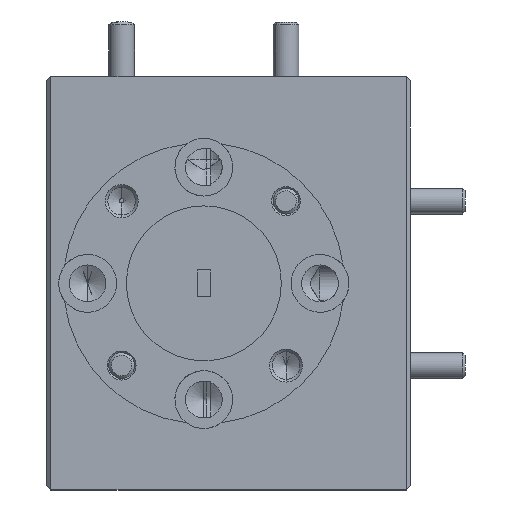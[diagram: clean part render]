
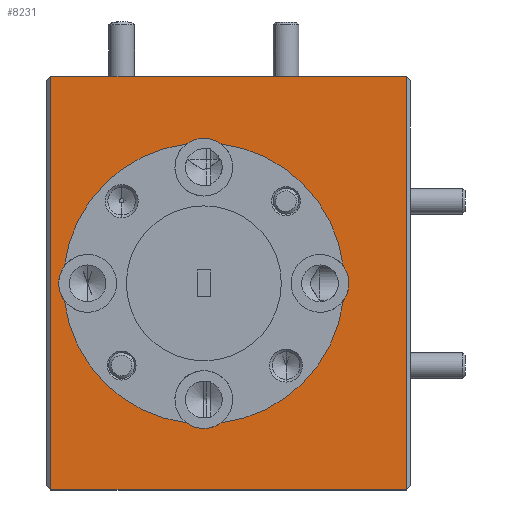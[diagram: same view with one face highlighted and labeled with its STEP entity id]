
A CAD part, left-side view. The second image highlights one B-rep face of the part: STEP entity #8231.
In plain terms, the highlighted planar face has unit normal (-1, 0, 0).
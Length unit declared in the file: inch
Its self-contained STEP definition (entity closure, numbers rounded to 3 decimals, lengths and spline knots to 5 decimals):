
#92 = CARTESIAN_POINT ( 'NONE',  ( -0.5, 0.5, -0.28125 ) ) ;
#291 = EDGE_CURVE ( 'NONE', #8850, #11465, #3675, .T. ) ;
#328 = CARTESIAN_POINT ( 'NONE',  ( -0.5, 0.21875, 0. ) ) ;
#427 = DIRECTION ( 'NONE',  ( -1., 0., 0. ) ) ;
#546 = ORIENTED_EDGE ( 'NONE', *, *, #8104, .T. ) ;
#595 = FACE_OUTER_BOUND ( 'NONE', #13195, .T. ) ;
#602 = DIRECTION ( 'NONE',  ( -1., 0., 0. ) ) ;
#666 = ORIENTED_EDGE ( 'NONE', *, *, #291, .F. ) ;
#770 = FACE_BOUND ( 'NONE', #14783, .T. ) ;
#789 = LINE ( 'NONE', #11713, #11024 ) ;
#848 = CIRCLE ( 'NONE', #1403, 0.34 ) ;
#990 = DIRECTION ( 'NONE',  ( -1., 0., 0. ) ) ;
#1103 = CARTESIAN_POINT ( 'NONE',  ( -0.5, 0.01, 0.5 ) ) ;
#1129 = VERTEX_POINT ( 'NONE', #1254 ) ;
#1254 = CARTESIAN_POINT ( 'NONE',  ( -0.5, 0.45823, 0.33743 ) ) ;
#1350 = AXIS2_PLACEMENT_3D ( 'NONE', #1579, #5368, #11414 ) ;
#1403 = AXIS2_PLACEMENT_3D ( 'NONE', #5781, #5887, #7813 ) ;
#1448 = CARTESIAN_POINT ( 'NONE',  ( -0.5, 0.83742, 0.04177 ) ) ;
#1579 = CARTESIAN_POINT ( 'NONE',  ( -0.5, 0.5, 0.28125 ) ) ;
#1653 = DIRECTION ( 'NONE',  ( 1., 0., 0. ) ) ;
#1680 = VECTOR ( 'NONE', #4572, 39.37008 ) ;
#1753 = AXIS2_PLACEMENT_3D ( 'NONE', #12750, #3359, #14090 ) ;
#1862 = CARTESIAN_POINT ( 'NONE',  ( -0.5, 0.16257, -0.04177 ) ) ;
#1939 = CIRCLE ( 'NONE', #3429, 0.07 ) ;
#2432 = CARTESIAN_POINT ( 'NONE',  ( -0.5, 0.16257, 0.04177 ) ) ;
#2616 = DIRECTION ( 'NONE',  ( 0., 0., 1. ) ) ;
#2630 = CARTESIAN_POINT ( 'NONE',  ( -0.5, 0.01, 0.5 ) ) ;
#2903 = VERTEX_POINT ( 'NONE', #8906 ) ;
#3119 = ORIENTED_EDGE ( 'NONE', *, *, #4855, .F. ) ;
#3208 = CARTESIAN_POINT ( 'NONE',  ( -0.5, 0.01, -0.5 ) ) ;
#3293 = CIRCLE ( 'NONE', #12749, 0.07 ) ;
#3359 = DIRECTION ( 'NONE',  ( 1., 0., 0. ) ) ;
#3429 = AXIS2_PLACEMENT_3D ( 'NONE', #4134, #427, #13749 ) ;
#3535 = EDGE_CURVE ( 'NONE', #7152, #10373, #1939, .T. ) ;
#3577 = DIRECTION ( 'NONE',  ( 0., 0., 1. ) ) ;
#3675 = CIRCLE ( 'NONE', #4235, 0.07 ) ;
#3948 = AXIS2_PLACEMENT_3D ( 'NONE', #328, #7909, #12835 ) ;
#3990 = DIRECTION ( 'NONE',  ( 0., 0., 1. ) ) ;
#4053 = VECTOR ( 'NONE', #15158, 39.37008 ) ;
#4127 = ORIENTED_EDGE ( 'NONE', *, *, #10952, .F. ) ;
#4134 = CARTESIAN_POINT ( 'NONE',  ( -0.5, 0.78125, 0. ) ) ;
#4235 = AXIS2_PLACEMENT_3D ( 'NONE', #7676, #602, #3990 ) ;
#4572 = DIRECTION ( 'NONE',  ( 0., 1., 0. ) ) ;
#4633 = EDGE_CURVE ( 'NONE', #13165, #15864, #14903, .T. ) ;
#4663 = EDGE_CURVE ( 'NONE', #11639, #5205, #9709, .T. ) ;
#4855 = EDGE_CURVE ( 'NONE', #15864, #1129, #4928, .T. ) ;
#4928 = CIRCLE ( 'NONE', #10045, 0.34 ) ;
#5078 = AXIS2_PLACEMENT_3D ( 'NONE', #92, #12491, #11040 ) ;
#5128 = DIRECTION ( 'NONE',  ( 0., 0., 1. ) ) ;
#5205 = VERTEX_POINT ( 'NONE', #13393 ) ;
#5368 = DIRECTION ( 'NONE',  ( -1., 0., 0. ) ) ;
#5536 = CIRCLE ( 'NONE', #8274, 0.34 ) ;
#5781 = CARTESIAN_POINT ( 'NONE',  ( -0.5, 0.5, 0. ) ) ;
#5846 = ORIENTED_EDGE ( 'NONE', *, *, #11293, .T. ) ;
#5886 = ORIENTED_EDGE ( 'NONE', *, *, #7510, .F. ) ;
#5887 = DIRECTION ( 'NONE',  ( 1., 0., 0. ) ) ;
#6002 = CARTESIAN_POINT ( 'NONE',  ( -0.5, 0.5, 0. ) ) ;
#6014 = ORIENTED_EDGE ( 'NONE', *, *, #15832, .F. ) ;
#6139 = ORIENTED_EDGE ( 'NONE', *, *, #14803, .F. ) ;
#6210 = LINE ( 'NONE', #1103, #11769 ) ;
#7152 = VERTEX_POINT ( 'NONE', #1448 ) ;
#7172 = AXIS2_PLACEMENT_3D ( 'NONE', #6002, #990, #3577 ) ;
#7257 = VERTEX_POINT ( 'NONE', #3208 ) ;
#7345 = CARTESIAN_POINT ( 'NONE',  ( -0.5, 0.5, 0.35125 ) ) ;
#7510 = EDGE_CURVE ( 'NONE', #13874, #13165, #9048, .T. ) ;
#7676 = CARTESIAN_POINT ( 'NONE',  ( -0.5, 0.5, -0.28125 ) ) ;
#7813 = DIRECTION ( 'NONE',  ( 0., 0., 1. ) ) ;
#7909 = DIRECTION ( 'NONE',  ( -1., 0., 0. ) ) ;
#7930 = EDGE_CURVE ( 'NONE', #8850, #10373, #5536, .T. ) ;
#8087 = CARTESIAN_POINT ( 'NONE',  ( -0.5, 0.5, -0.35125 ) ) ;
#8104 = EDGE_CURVE ( 'NONE', #7152, #2903, #848, .T. ) ;
#8231 = ADVANCED_FACE ( 'NONE', ( #770, #595 ), #12852, .F. ) ;
#8274 = AXIS2_PLACEMENT_3D ( 'NONE', #13733, #1653, #5128 ) ;
#8331 = VERTEX_POINT ( 'NONE', #2630 ) ;
#8334 = CARTESIAN_POINT ( 'NONE',  ( -0.5, 0.54177, -0.33742 ) ) ;
#8379 = CARTESIAN_POINT ( 'NONE',  ( -0.5, 0.48375, 0.5 ) ) ;
#8850 = VERTEX_POINT ( 'NONE', #8334 ) ;
#8906 = CARTESIAN_POINT ( 'NONE',  ( -0.5, 0.54177, 0.33743 ) ) ;
#9048 = CIRCLE ( 'NONE', #7172, 0.34 ) ;
#9210 = CARTESIAN_POINT ( 'NONE',  ( -0.5, 0.83742, -0.04177 ) ) ;
#9318 = CIRCLE ( 'NONE', #1350, 0.07 ) ;
#9709 = LINE ( 'NONE', #11174, #4053 ) ;
#9951 = CARTESIAN_POINT ( 'NONE',  ( -0.5, 0.87, 0.5 ) ) ;
#10010 = EDGE_CURVE ( 'NONE', #1129, #11710, #9318, .T. ) ;
#10045 = AXIS2_PLACEMENT_3D ( 'NONE', #11321, #10991, #12552 ) ;
#10373 = VERTEX_POINT ( 'NONE', #9210 ) ;
#10874 = ORIENTED_EDGE ( 'NONE', *, *, #11358, .T. ) ;
#10902 = ORIENTED_EDGE ( 'NONE', *, *, #4663, .T. ) ;
#10952 = EDGE_CURVE ( 'NONE', #7257, #5205, #789, .T. ) ;
#10991 = DIRECTION ( 'NONE',  ( -1., 0., 0. ) ) ;
#11004 = CARTESIAN_POINT ( 'NONE',  ( -0.5, 0.5, 0.28125 ) ) ;
#11024 = VECTOR ( 'NONE', #11913, 39.37008 ) ;
#11040 = DIRECTION ( 'NONE',  ( 0., 0., 1. ) ) ;
#11101 = ORIENTED_EDGE ( 'NONE', *, *, #7930, .T. ) ;
#11174 = CARTESIAN_POINT ( 'NONE',  ( -0.5, 0.87, 0.5 ) ) ;
#11293 = EDGE_CURVE ( 'NONE', #7257, #8331, #6210, .T. ) ;
#11321 = CARTESIAN_POINT ( 'NONE',  ( -0.5, 0.5, 0. ) ) ;
#11358 = EDGE_CURVE ( 'NONE', #8331, #11639, #12186, .T. ) ;
#11414 = DIRECTION ( 'NONE',  ( 0., 0., 1. ) ) ;
#11465 = VERTEX_POINT ( 'NONE', #8087 ) ;
#11498 = ORIENTED_EDGE ( 'NONE', *, *, #4633, .F. ) ;
#11541 = ORIENTED_EDGE ( 'NONE', *, *, #3535, .F. ) ;
#11639 = VERTEX_POINT ( 'NONE', #9951 ) ;
#11710 = VERTEX_POINT ( 'NONE', #7345 ) ;
#11713 = CARTESIAN_POINT ( 'NONE',  ( -0.5, 0.48375, -0.5 ) ) ;
#11769 = VECTOR ( 'NONE', #14284, 39.37008 ) ;
#11913 = DIRECTION ( 'NONE',  ( 0., 1., 0. ) ) ;
#12186 = LINE ( 'NONE', #8379, #1680 ) ;
#12491 = DIRECTION ( 'NONE',  ( -1., 0., 0. ) ) ;
#12552 = DIRECTION ( 'NONE',  ( 0., 0., 1. ) ) ;
#12749 = AXIS2_PLACEMENT_3D ( 'NONE', #11004, #14892, #2616 ) ;
#12750 = CARTESIAN_POINT ( 'NONE',  ( -0.5, 0.48375, 0.5 ) ) ;
#12835 = DIRECTION ( 'NONE',  ( 0., 0., 1. ) ) ;
#12852 = PLANE ( 'NONE',  #1753 ) ;
#13165 = VERTEX_POINT ( 'NONE', #1862 ) ;
#13195 = EDGE_LOOP ( 'NONE', ( #5846, #10874, #10902, #4127 ) ) ;
#13393 = CARTESIAN_POINT ( 'NONE',  ( -0.5, 0.87, -0.5 ) ) ;
#13691 = CARTESIAN_POINT ( 'NONE',  ( -0.5, 0.45823, -0.33742 ) ) ;
#13733 = CARTESIAN_POINT ( 'NONE',  ( -0.5, 0.5, 0. ) ) ;
#13749 = DIRECTION ( 'NONE',  ( 0., 0., 1. ) ) ;
#13874 = VERTEX_POINT ( 'NONE', #13691 ) ;
#14090 = DIRECTION ( 'NONE',  ( 0., 0., 1. ) ) ;
#14284 = DIRECTION ( 'NONE',  ( 0., 0., 1. ) ) ;
#14652 = ORIENTED_EDGE ( 'NONE', *, *, #10010, .F. ) ;
#14783 = EDGE_LOOP ( 'NONE', ( #14652, #3119, #11498, #5886, #6014, #666, #11101, #11541, #546, #6139 ) ) ;
#14803 = EDGE_CURVE ( 'NONE', #11710, #2903, #3293, .T. ) ;
#14892 = DIRECTION ( 'NONE',  ( -1., 0., 0. ) ) ;
#14903 = CIRCLE ( 'NONE', #3948, 0.07 ) ;
#15158 = DIRECTION ( 'NONE',  ( 0., 0., -1. ) ) ;
#15727 = CIRCLE ( 'NONE', #5078, 0.07 ) ;
#15832 = EDGE_CURVE ( 'NONE', #11465, #13874, #15727, .T. ) ;
#15864 = VERTEX_POINT ( 'NONE', #2432 ) ;
